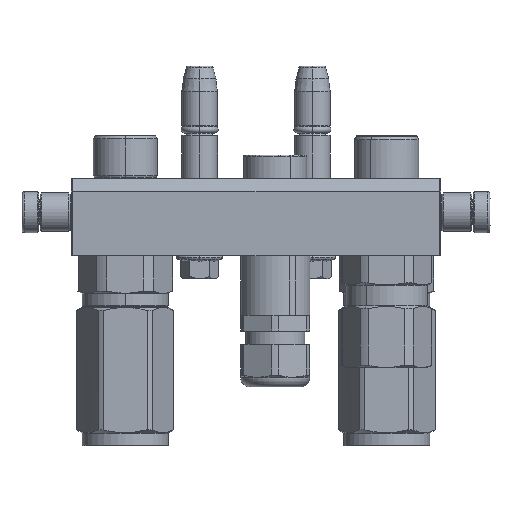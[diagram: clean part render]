
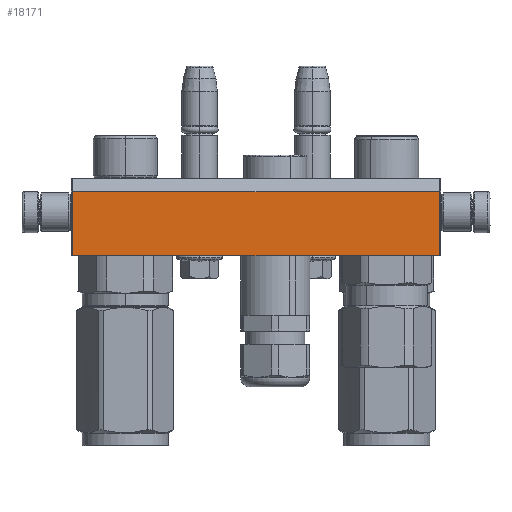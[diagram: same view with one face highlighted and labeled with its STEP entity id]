
A CAD part, left-side view. The second image highlights one B-rep face of the part: STEP entity #18171.
In plain terms, the highlighted face is planar.
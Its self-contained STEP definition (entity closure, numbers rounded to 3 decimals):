
#3264 = CARTESIAN_POINT ( 'NONE',  ( 144., 0., -90. ) ) ;
#4710 = PLANE ( 'NONE',  #102939 ) ;
#5190 = DIRECTION ( 'NONE',  ( 0., 1., 0. ) ) ;
#11614 = VECTOR ( 'NONE', #19656, 1000. ) ;
#14854 = LINE ( 'NONE', #70766, #27933 ) ;
#18171 = ADVANCED_FACE ( 'NONE', ( #80358 ), #4710, .T. ) ;
#19656 = DIRECTION ( 'NONE',  ( -1., 0., 0. ) ) ;
#20414 = CARTESIAN_POINT ( 'NONE',  ( 143.5, 30., -90. ) ) ;
#21554 = ORIENTED_EDGE ( 'NONE', *, *, #82128, .F. ) ;
#25674 = CARTESIAN_POINT ( 'NONE',  ( 0.5, 5., -90. ) ) ;
#27124 = VERTEX_POINT ( 'NONE', #20414 ) ;
#27933 = VECTOR ( 'NONE', #104970, 1000. ) ;
#29455 = DIRECTION ( 'NONE',  ( -1., 0., 0. ) ) ;
#31975 = ORIENTED_EDGE ( 'NONE', *, *, #42809, .T. ) ;
#36405 = CARTESIAN_POINT ( 'NONE',  ( 0.5, 30., -90. ) ) ;
#41090 = LINE ( 'NONE', #25674, #106187 ) ;
#42809 = EDGE_CURVE ( 'NONE', #94467, #95979, #41090, .T. ) ;
#44606 = DIRECTION ( 'NONE',  ( 0., 1., 0. ) ) ;
#52443 = ORIENTED_EDGE ( 'NONE', *, *, #93087, .T. ) ;
#53070 = LINE ( 'NONE', #78699, #59566 ) ;
#59566 = VECTOR ( 'NONE', #5190, 1000. ) ;
#62574 = DIRECTION ( 'NONE',  ( 0., 0., -1. ) ) ;
#69551 = CARTESIAN_POINT ( 'NONE',  ( 143.5, 30., -90. ) ) ;
#70766 = CARTESIAN_POINT ( 'NONE',  ( 143.5, 5., -90. ) ) ;
#74613 = CARTESIAN_POINT ( 'NONE',  ( 143.5, 5., -90. ) ) ;
#78188 = VERTEX_POINT ( 'NONE', #74613 ) ;
#78699 = CARTESIAN_POINT ( 'NONE',  ( 143.5, 5., -90. ) ) ;
#80358 = FACE_OUTER_BOUND ( 'NONE', #84052, .T. ) ;
#81193 = ORIENTED_EDGE ( 'NONE', *, *, #85530, .F. ) ;
#82128 = EDGE_CURVE ( 'NONE', #78188, #27124, #53070, .T. ) ;
#84052 = EDGE_LOOP ( 'NONE', ( #81193, #21554, #52443, #31975 ) ) ;
#85530 = EDGE_CURVE ( 'NONE', #27124, #95979, #105458, .T. ) ;
#93087 = EDGE_CURVE ( 'NONE', #78188, #94467, #14854, .T. ) ;
#94467 = VERTEX_POINT ( 'NONE', #94481 ) ;
#94481 = CARTESIAN_POINT ( 'NONE',  ( 0.5, 5., -90. ) ) ;
#95979 = VERTEX_POINT ( 'NONE', #36405 ) ;
#102939 = AXIS2_PLACEMENT_3D ( 'NONE', #3264, #62574, #29455 ) ;
#104970 = DIRECTION ( 'NONE',  ( -1., 0., 0. ) ) ;
#105458 = LINE ( 'NONE', #69551, #11614 ) ;
#106187 = VECTOR ( 'NONE', #44606, 1000. ) ;
